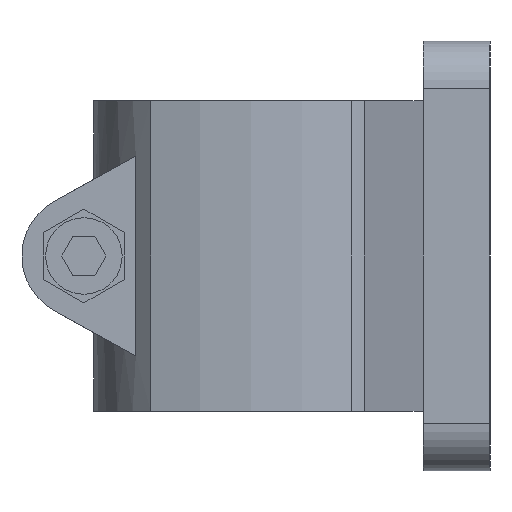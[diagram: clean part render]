
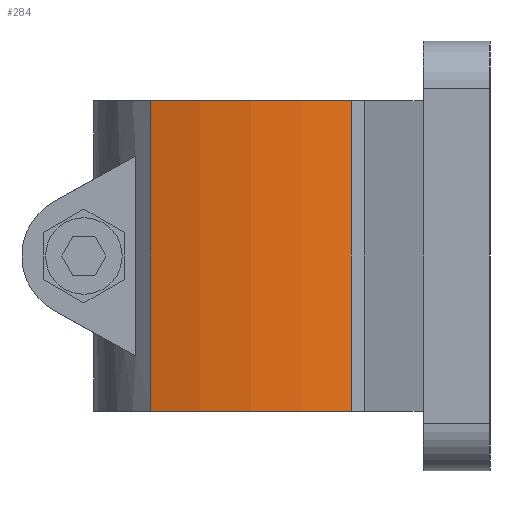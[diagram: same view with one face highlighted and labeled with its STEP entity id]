
A CAD part, left-side view. The second image highlights one B-rep face of the part: STEP entity #284.
In plain terms, the highlighted cylindrical face has radius 66 mm (diameter 132 mm), a partial arc.
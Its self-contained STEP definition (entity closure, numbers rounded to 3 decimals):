
#284 = ADVANCED_FACE( '', ( #609 ), #610, .T. );
#609 = FACE_OUTER_BOUND( '', #942, .T. );
#610 = CYLINDRICAL_SURFACE( '', #943, 66. );
#942 = EDGE_LOOP( '', ( #1773, #1774, #1775, #1776 ) );
#943 = AXIS2_PLACEMENT_3D( '', #1777, #1778, #1779 );
#1773 = ORIENTED_EDGE( '', *, *, #1895, .T. );
#1774 = ORIENTED_EDGE( '', *, *, #2181, .F. );
#1775 = ORIENTED_EDGE( '', *, *, #2131, .F. );
#1776 = ORIENTED_EDGE( '', *, *, #1962, .T. );
#1777 = CARTESIAN_POINT( '', ( 33., 50., 32.5 ) );
#1778 = DIRECTION( '', ( 0., 0., 1. ) );
#1779 = DIRECTION( '', ( -1., 0., 0. ) );
#1895 = EDGE_CURVE( '', #2261, #2259, #2262, .T. );
#1962 = EDGE_CURVE( '', #2376, #2261, #2377, .T. );
#2131 = EDGE_CURVE( '', #2376, #2638, #2639, .T. );
#2181 = EDGE_CURVE( '', #2638, #2259, #2702, .T. );
#2259 = VERTEX_POINT( '', #2792 );
#2261 = VERTEX_POINT( '', #2795 );
#2262 = CIRCLE( '', #2796, 66. );
#2376 = VERTEX_POINT( '', #2962 );
#2377 = LINE( '', #2963, #2964 );
#2638 = VERTEX_POINT( '', #3442 );
#2639 = CIRCLE( '', #3443, 66. );
#2702 = LINE( '', #3533, #3534 );
#2792 = CARTESIAN_POINT( '', ( -29.57, 29., -32.5 ) );
#2795 = CARTESIAN_POINT( '', ( -29.57, 71., -32.5 ) );
#2796 = AXIS2_PLACEMENT_3D( '', #3612, #3613, #3614 );
#2962 = CARTESIAN_POINT( '', ( -29.57, 71., 32.5 ) );
#2963 = CARTESIAN_POINT( '', ( -29.57, 71., 32.5 ) );
#2964 = VECTOR( '', #3690, 1000. );
#3442 = CARTESIAN_POINT( '', ( -29.57, 29., 32.5 ) );
#3443 = AXIS2_PLACEMENT_3D( '', #3889, #3890, #3891 );
#3533 = CARTESIAN_POINT( '', ( -29.57, 29., 32.5 ) );
#3534 = VECTOR( '', #3951, 1000. );
#3612 = CARTESIAN_POINT( '', ( 33., 50., -32.5 ) );
#3613 = DIRECTION( '', ( 0., 0., 1. ) );
#3614 = DIRECTION( '', ( 1., 0., 0. ) );
#3690 = DIRECTION( '', ( 0., 0., -1. ) );
#3889 = CARTESIAN_POINT( '', ( 33., 50., 32.5 ) );
#3890 = DIRECTION( '', ( 0., 0., 1. ) );
#3891 = DIRECTION( '', ( 1., 0., 0. ) );
#3951 = DIRECTION( '', ( 0., 0., -1. ) );
